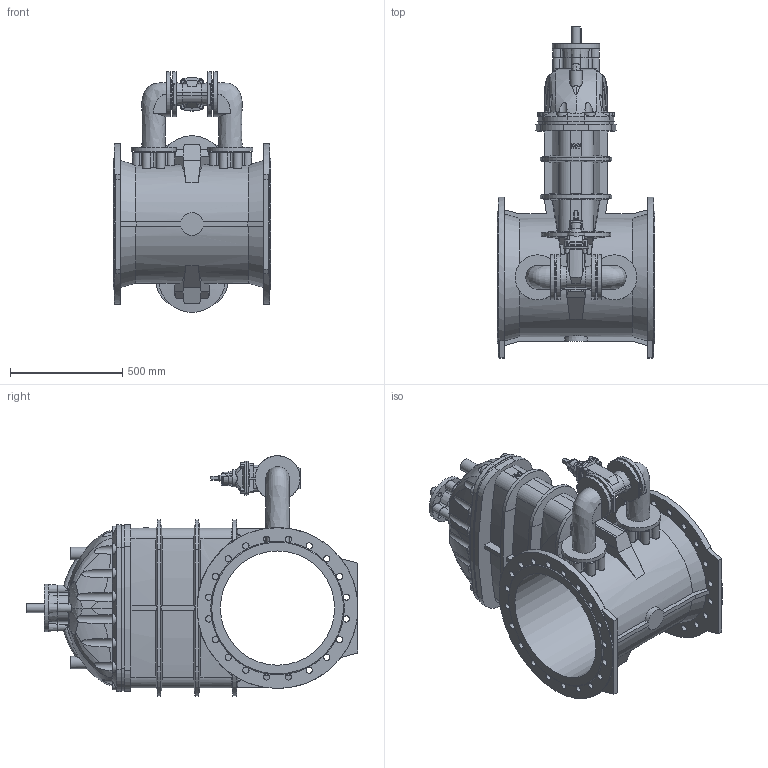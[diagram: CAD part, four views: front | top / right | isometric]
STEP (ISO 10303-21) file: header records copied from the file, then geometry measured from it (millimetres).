
FILE_DESCRIPTION (( 'STEP AP203' ), '1' );
FILE_NAME ('O_55_30_DN500_X0XXX1_AA0_step.step', '2016-01-27T09:08:25', ( 'Windows User' ), ( 'AVK' ), 'SwSTEP 2.0', 'SolidWorks 2012', '' );
FILE_SCHEMA (( 'CONFIG_CONTROL_DESIGN' ));
Length unit declared in the file: millimetre
Products named in the file (1): O_55_30_DN500_X0XXX1_AA0_step
Bounding box: 700 x 1475.5 x 1068.95 mm (x, y, z)
Volume: 151213668.5 mm3; surface area: 5942398.7 mm2
Topology: 1 solids, 1 shells, 759 faces, 2223 edges, 1456 vertices
Faces by surface type: plane 287, cylinder 275, cone 134, bspline 54, torus 9
Full cylindrical faces by diameter (mm): 22 x4, 23 x1, 25 x1, 28 x40, 33 x4, 40 x1, 55 x3, 132 x2, 138 x2, 200 x6, 210 x1, 508 x1, 715 x2
Entity records: 38415 total; most frequent: CARTESIAN_POINT 19986, ORIENTED_EDGE 4166, DIRECTION 3356, EDGE_CURVE 2083, VERTEX_POINT 1395, AXIS2_PLACEMENT_3D 1333, EDGE_LOOP 920, FACE_OUTER_BOUND 829
